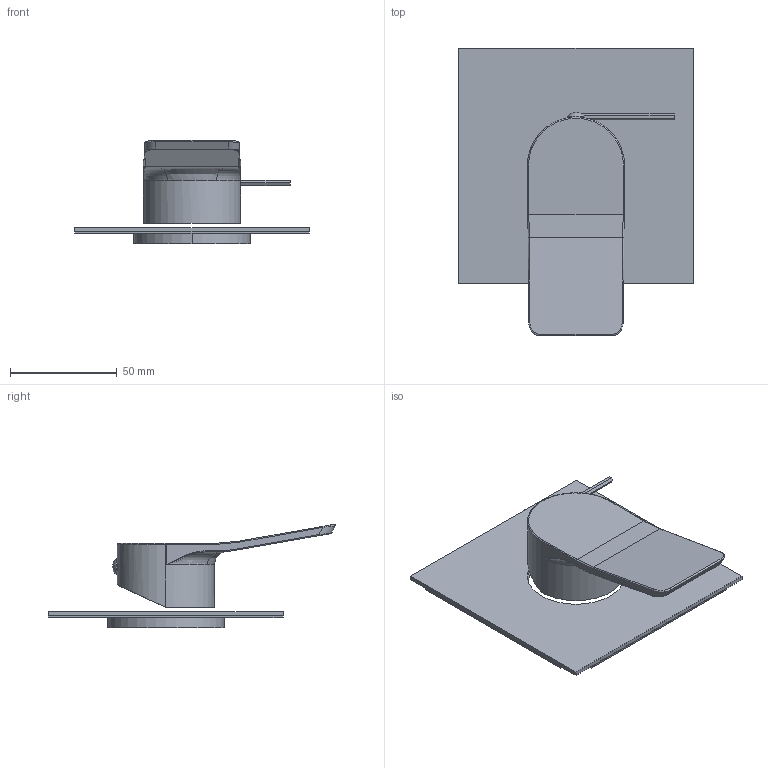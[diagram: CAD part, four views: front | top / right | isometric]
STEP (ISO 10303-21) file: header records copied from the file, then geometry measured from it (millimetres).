
FILE_DESCRIPTION((''),'2;1');
FILE_NAME('TI010CR-MEST_ASM','2021-01-26T16:11:52',('stefano.gianpani'),('PAFFONI SpA'),'CREO PARAMETRIC BY PTC INC, 2020044','CREO PARAMETRIC BY PTC INC, 2020044','');
FILE_SCHEMA(('CONFIG_CONTROL_DESIGN','SHAPE_APPEARANCE_LAYERS_GROUPS'));
Length unit declared in the file: millimetre
Products named in the file (9): 4061662CR; 592305004A2; TCF0691105CR; CHBR25; 8001128_ASM; 4061170CRI; 2092467_AF1; 2091415; TI010CR-MEST_ASM
Assembly tree (11 placements, depth 3):
  TI010CR-MEST_ASM
    4061662CR
    8001128_ASM
      592305004A2
      TCF0691105CR
      CHBR25
    4061170CRI
    2092467_AF1
    2091415  x4
Bounding box: 110 x 134.58 x 48.45 mm (x, y, z)
Volume: 53220 mm3; surface area: 51889.4 mm2
Topology: 10 solids, 12 shells, 187 faces, 423 edges, 263 vertices
Faces by surface type: plane 92, cylinder 48, cone 21, torus 13, bspline 11, sphere 2
Entity records: 7049 total; most frequent: CARTESIAN_POINT 1757, DIRECTION 854, ORIENTED_EDGE 762, PRESENTATION_STYLE_ASSIGNMENT 394, STYLED_ITEM 394, CURVE_STYLE 385, EDGE_CURVE 385, AXIS2_PLACEMENT_3D 324
